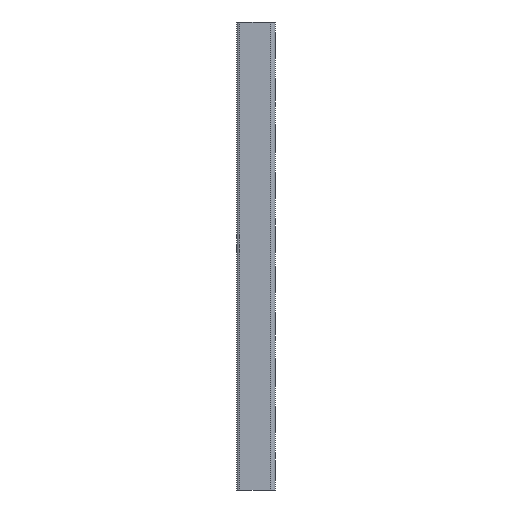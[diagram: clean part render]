
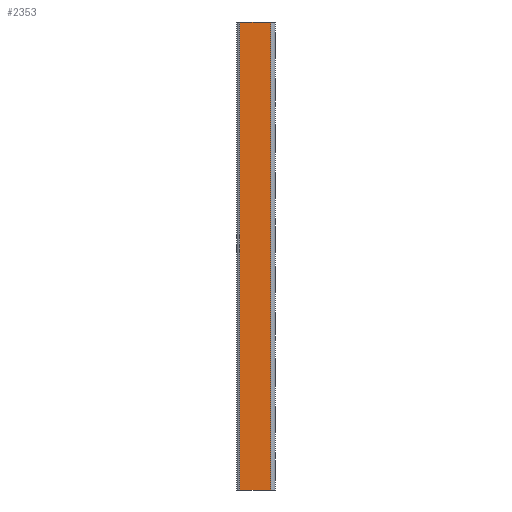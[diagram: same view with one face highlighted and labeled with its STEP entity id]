
A CAD part, left-side view. The second image highlights one B-rep face of the part: STEP entity #2353.
In plain terms, the highlighted planar face has unit normal (-1, 0, 0).
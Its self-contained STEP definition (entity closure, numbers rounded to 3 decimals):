
#46 = EDGE_CURVE ( 'NONE', #426, #2359, #2937, .T. ) ;
#128 = EDGE_CURVE ( 'NONE', #2359, #963, #573, .T. ) ;
#230 = CARTESIAN_POINT ( 'NONE',  ( -20.5, 5., 500. ) ) ;
#247 = FACE_OUTER_BOUND ( 'NONE', #1226, .T. ) ;
#426 = VERTEX_POINT ( 'NONE', #1662 ) ;
#573 = LINE ( 'NONE', #838, #992 ) ;
#676 = CARTESIAN_POINT ( 'NONE',  ( -20.5, 5., 500. ) ) ;
#838 = CARTESIAN_POINT ( 'NONE',  ( -20.5, 5., 0. ) ) ;
#963 = VERTEX_POINT ( 'NONE', #2912 ) ;
#975 = ORIENTED_EDGE ( 'NONE', *, *, #46, .T. ) ;
#992 = VECTOR ( 'NONE', #2529, 1000. ) ;
#1023 = DIRECTION ( 'NONE',  ( 1., 0., 0. ) ) ;
#1144 = ORIENTED_EDGE ( 'NONE', *, *, #2598, .F. ) ;
#1204 = DIRECTION ( 'NONE',  ( 0., 0., -1. ) ) ;
#1226 = EDGE_LOOP ( 'NONE', ( #2121, #1144, #1340, #975 ) ) ;
#1340 = ORIENTED_EDGE ( 'NONE', *, *, #1784, .F. ) ;
#1412 = DIRECTION ( 'NONE',  ( 0., -1., 0. ) ) ;
#1492 = AXIS2_PLACEMENT_3D ( 'NONE', #1764, #1023, #1204 ) ;
#1553 = PLANE ( 'NONE',  #1492 ) ;
#1662 = CARTESIAN_POINT ( 'NONE',  ( -20.5, 38., 500. ) ) ;
#1708 = CARTESIAN_POINT ( 'NONE',  ( -20.5, 5., 500. ) ) ;
#1764 = CARTESIAN_POINT ( 'NONE',  ( -20.5, 5., 500. ) ) ;
#1784 = EDGE_CURVE ( 'NONE', #426, #2999, #2500, .T. ) ;
#2121 = ORIENTED_EDGE ( 'NONE', *, *, #128, .T. ) ;
#2143 = CARTESIAN_POINT ( 'NONE',  ( -20.5, 38., 0. ) ) ;
#2231 = DIRECTION ( 'NONE',  ( 0., 0., -1. ) ) ;
#2343 = VECTOR ( 'NONE', #1412, 1000. ) ;
#2353 = ADVANCED_FACE ( 'NONE', ( #247 ), #1553, .F. ) ;
#2359 = VERTEX_POINT ( 'NONE', #2143 ) ;
#2465 = DIRECTION ( 'NONE',  ( 0., 0., -1. ) ) ;
#2500 = LINE ( 'NONE', #230, #2343 ) ;
#2529 = DIRECTION ( 'NONE',  ( 0., -1., 0. ) ) ;
#2598 = EDGE_CURVE ( 'NONE', #2999, #963, #2814, .T. ) ;
#2814 = LINE ( 'NONE', #676, #3032 ) ;
#2912 = CARTESIAN_POINT ( 'NONE',  ( -20.5, 5., 0. ) ) ;
#2937 = LINE ( 'NONE', #2953, #3046 ) ;
#2953 = CARTESIAN_POINT ( 'NONE',  ( -20.5, 38., 500. ) ) ;
#2999 = VERTEX_POINT ( 'NONE', #1708 ) ;
#3032 = VECTOR ( 'NONE', #2465, 1000. ) ;
#3046 = VECTOR ( 'NONE', #2231, 1000. ) ;
